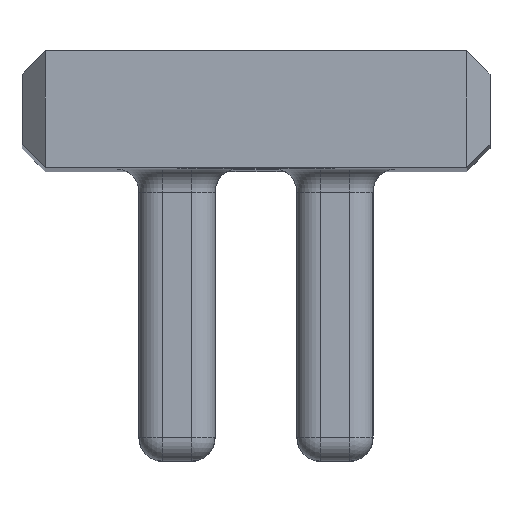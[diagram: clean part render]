
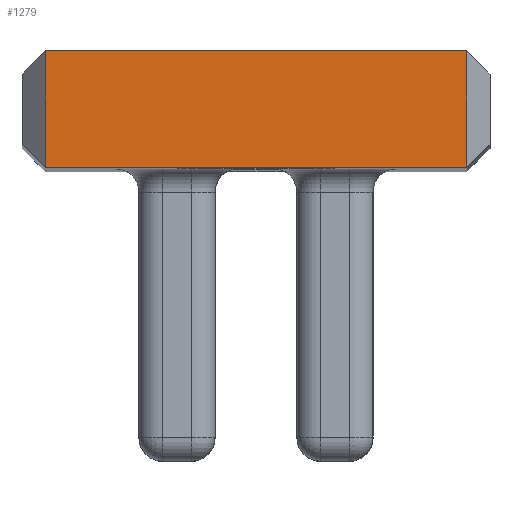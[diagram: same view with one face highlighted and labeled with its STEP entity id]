
A CAD part, top view. The second image highlights one B-rep face of the part: STEP entity #1279.
In plain terms, the highlighted planar face has unit normal (0, 0, 1).
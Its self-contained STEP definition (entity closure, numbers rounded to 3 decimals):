
#32 = DIRECTION ( 'NONE',  ( 1., 0., 0. ) ) ;
#118 = FACE_OUTER_BOUND ( 'NONE', #640, .T. ) ;
#204 = VERTEX_POINT ( 'NONE', #561 ) ;
#294 = CARTESIAN_POINT ( 'NONE',  ( 0., 5., 0. ) ) ;
#300 = LINE ( 'NONE', #1510, #347 ) ;
#325 = EDGE_CURVE ( 'NONE', #475, #204, #300, .T. ) ;
#347 = VECTOR ( 'NONE', #843, 1000. ) ;
#417 = DIRECTION ( 'NONE',  ( 1., 0., 0. ) ) ;
#475 = VERTEX_POINT ( 'NONE', #1669 ) ;
#504 = VECTOR ( 'NONE', #1260, 1000. ) ;
#521 = VERTEX_POINT ( 'NONE', #2148 ) ;
#561 = CARTESIAN_POINT ( 'NONE',  ( 19., 5., 0. ) ) ;
#640 = EDGE_LOOP ( 'NONE', ( #2061, #1151, #759, #1760 ) ) ;
#713 = EDGE_CURVE ( 'NONE', #521, #475, #1994, .T. ) ;
#759 = ORIENTED_EDGE ( 'NONE', *, *, #2238, .F. ) ;
#843 = DIRECTION ( 'NONE',  ( 0., 1., 0. ) ) ;
#871 = AXIS2_PLACEMENT_3D ( 'NONE', #294, #1511, #2067 ) ;
#883 = LINE ( 'NONE', #905, #504 ) ;
#905 = CARTESIAN_POINT ( 'NONE',  ( 1., 5., 0. ) ) ;
#1151 = ORIENTED_EDGE ( 'NONE', *, *, #325, .T. ) ;
#1255 = LINE ( 'NONE', #1963, #1676 ) ;
#1260 = DIRECTION ( 'NONE',  ( 0., -1., 0. ) ) ;
#1279 = ADVANCED_FACE ( 'NONE', ( #118 ), #1727, .F. ) ;
#1335 = VECTOR ( 'NONE', #417, 1000. ) ;
#1510 = CARTESIAN_POINT ( 'NONE',  ( 19., 5., 0. ) ) ;
#1511 = DIRECTION ( 'NONE',  ( 0., 0., -1. ) ) ;
#1669 = CARTESIAN_POINT ( 'NONE',  ( 19., 0., 0. ) ) ;
#1676 = VECTOR ( 'NONE', #32, 1000. ) ;
#1727 = PLANE ( 'NONE',  #871 ) ;
#1760 = ORIENTED_EDGE ( 'NONE', *, *, #1833, .T. ) ;
#1788 = CARTESIAN_POINT ( 'NONE',  ( 0., 0., 0. ) ) ;
#1833 = EDGE_CURVE ( 'NONE', #2259, #521, #883, .T. ) ;
#1963 = CARTESIAN_POINT ( 'NONE',  ( 0., 5., 0. ) ) ;
#1994 = LINE ( 'NONE', #1788, #1335 ) ;
#2061 = ORIENTED_EDGE ( 'NONE', *, *, #713, .T. ) ;
#2067 = DIRECTION ( 'NONE',  ( -1., 0., 0. ) ) ;
#2115 = CARTESIAN_POINT ( 'NONE',  ( 1., 5., 0. ) ) ;
#2148 = CARTESIAN_POINT ( 'NONE',  ( 1., 0., 0. ) ) ;
#2238 = EDGE_CURVE ( 'NONE', #2259, #204, #1255, .T. ) ;
#2259 = VERTEX_POINT ( 'NONE', #2115 ) ;
